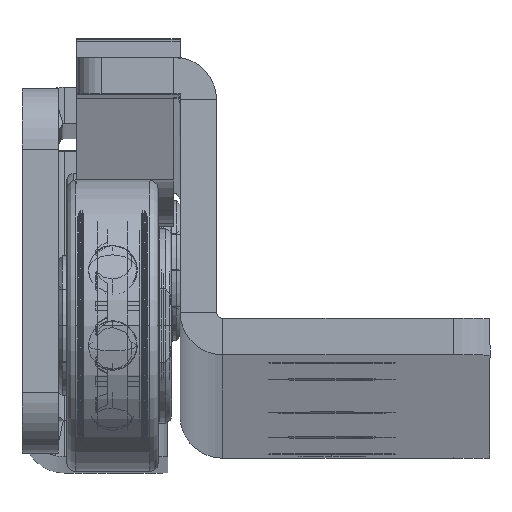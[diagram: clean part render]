
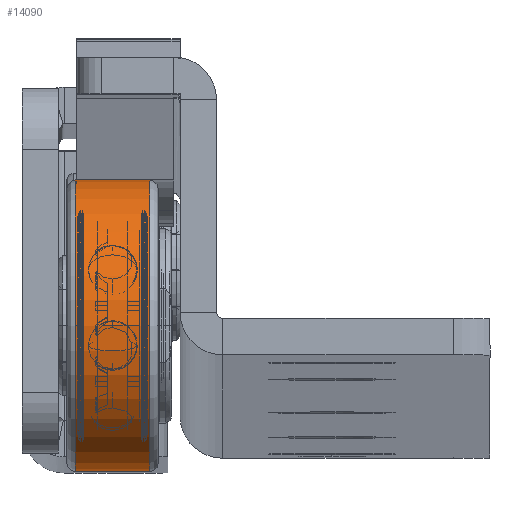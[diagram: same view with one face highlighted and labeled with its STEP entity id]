
A CAD part, top view. The second image highlights one B-rep face of the part: STEP entity #14090.
In plain terms, the highlighted cylindrical face has radius 12 mm (diameter 24 mm), a partial arc.
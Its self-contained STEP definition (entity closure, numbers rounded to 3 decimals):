
#28 = DIRECTION ( 'NONE',  ( 0., 1., 0. ) ) ;
#224 = DIRECTION ( 'NONE',  ( -1., 0., 0. ) ) ;
#725 = VECTOR ( 'NONE', #224, 1000. ) ;
#1022 = EDGE_CURVE ( 'NONE', #11548, #5212, #14535, .T. ) ;
#1114 = DIRECTION ( 'NONE',  ( -1., 0., 0. ) ) ;
#1429 = VERTEX_POINT ( 'NONE', #6492 ) ;
#2199 = CARTESIAN_POINT ( 'NONE',  ( 3.05, -12., 0. ) ) ;
#2447 = CARTESIAN_POINT ( 'NONE',  ( -3.75, 0., 0. ) ) ;
#3551 = CYLINDRICAL_SURFACE ( 'NONE', #8283, 12. ) ;
#5212 = VERTEX_POINT ( 'NONE', #6456 ) ;
#5470 = CIRCLE ( 'NONE', #10757, 12. ) ;
#6456 = CARTESIAN_POINT ( 'NONE',  ( -3.05, -12., 0. ) ) ;
#6492 = CARTESIAN_POINT ( 'NONE',  ( -3.05, 12., 0. ) ) ;
#7294 = ORIENTED_EDGE ( 'NONE', *, *, #11792, .T. ) ;
#7502 = DIRECTION ( 'NONE',  ( 0., -1., 0. ) ) ;
#7661 = LINE ( 'NONE', #12476, #14472 ) ;
#8256 = FACE_OUTER_BOUND ( 'NONE', #10393, .T. ) ;
#8283 = AXIS2_PLACEMENT_3D ( 'NONE', #2447, #1114, #8562 ) ;
#8552 = CARTESIAN_POINT ( 'NONE',  ( -3.75, -12., 0. ) ) ;
#8562 = DIRECTION ( 'NONE',  ( 0., -1., 0. ) ) ;
#9383 = EDGE_CURVE ( 'NONE', #5212, #1429, #9669, .T. ) ;
#9591 = ORIENTED_EDGE ( 'NONE', *, *, #10332, .F. ) ;
#9601 = VERTEX_POINT ( 'NONE', #12368 ) ;
#9669 = CIRCLE ( 'NONE', #10684, 12. ) ;
#10332 = EDGE_CURVE ( 'NONE', #9601, #1429, #7661, .T. ) ;
#10393 = EDGE_LOOP ( 'NONE', ( #9591, #7294, #13578, #11650 ) ) ;
#10684 = AXIS2_PLACEMENT_3D ( 'NONE', #10811, #10723, #28 ) ;
#10723 = DIRECTION ( 'NONE',  ( 1., 0., 0. ) ) ;
#10757 = AXIS2_PLACEMENT_3D ( 'NONE', #13585, #14826, #7502 ) ;
#10811 = CARTESIAN_POINT ( 'NONE',  ( -3.05, 0., 0. ) ) ;
#11548 = VERTEX_POINT ( 'NONE', #2199 ) ;
#11650 = ORIENTED_EDGE ( 'NONE', *, *, #9383, .T. ) ;
#11792 = EDGE_CURVE ( 'NONE', #9601, #11548, #5470, .T. ) ;
#12368 = CARTESIAN_POINT ( 'NONE',  ( 3.05, 12., 0. ) ) ;
#12476 = CARTESIAN_POINT ( 'NONE',  ( -3.75, 12., 0. ) ) ;
#13578 = ORIENTED_EDGE ( 'NONE', *, *, #1022, .T. ) ;
#13585 = CARTESIAN_POINT ( 'NONE',  ( 3.05, 0., 0. ) ) ;
#14090 = ADVANCED_FACE ( 'NONE', ( #8256 ), #3551, .T. ) ;
#14472 = VECTOR ( 'NONE', #14839, 1000. ) ;
#14535 = LINE ( 'NONE', #8552, #725 ) ;
#14826 = DIRECTION ( 'NONE',  ( -1., 0., 0. ) ) ;
#14839 = DIRECTION ( 'NONE',  ( -1., 0., 0. ) ) ;
